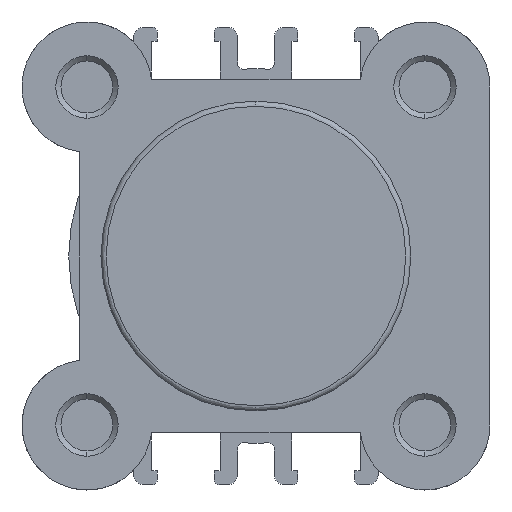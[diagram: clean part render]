
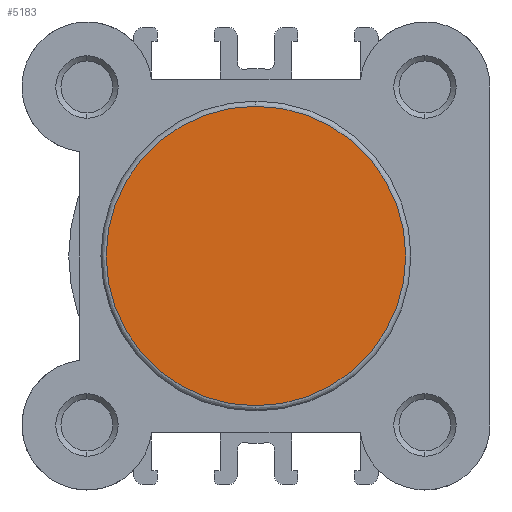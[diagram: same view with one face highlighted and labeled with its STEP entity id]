
A CAD part, left-side view. The second image highlights one B-rep face of the part: STEP entity #5183.
In plain terms, the highlighted planar face has unit normal (-1, 0, 0).
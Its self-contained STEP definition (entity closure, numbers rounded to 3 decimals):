
#1296 = EDGE_CURVE ( 'NONE', #7753, #2446, #2672, .T. ) ;
#1342 = EDGE_CURVE ( 'NONE', #2446, #7753, #2737, .T. ) ;
#2096 = EDGE_LOOP ( 'NONE', ( #4914, #4870 ) ) ;
#2446 = VERTEX_POINT ( 'NONE', #4306 ) ;
#2672 = CIRCLE ( 'NONE', #3445, 14.4 ) ;
#2737 = CIRCLE ( 'NONE', #3471, 14.4 ) ;
#3445 = AXIS2_PLACEMENT_3D ( 'NONE', #3871, #3872, #3873 ) ;
#3471 = AXIS2_PLACEMENT_3D ( 'NONE', #3984, #3990, #3991 ) ;
#3779 = AXIS2_PLACEMENT_3D ( 'NONE', #7030, #7041, #7042 ) ;
#3871 = CARTESIAN_POINT ( 'NONE',  ( 0., 0., 0. ) ) ;
#3872 = DIRECTION ( 'NONE',  ( -1., 0., 0. ) ) ;
#3873 = DIRECTION ( 'NONE',  ( 0., 0., 1. ) ) ;
#3984 = CARTESIAN_POINT ( 'NONE',  ( 0., 0., 0. ) ) ;
#3990 = DIRECTION ( 'NONE',  ( -1., 0., 0. ) ) ;
#3991 = DIRECTION ( 'NONE',  ( 0., 0., 1. ) ) ;
#4306 = CARTESIAN_POINT ( 'NONE',  ( 0., 0., -14.4 ) ) ;
#4870 = ORIENTED_EDGE ( 'NONE', *, *, #1342, .T. ) ;
#4914 = ORIENTED_EDGE ( 'NONE', *, *, #1296, .T. ) ;
#5183 = ADVANCED_FACE ( 'NONE', ( #7648 ), #7035, .T. ) ;
#7030 = CARTESIAN_POINT ( 'NONE',  ( 0., -14.9, 0. ) ) ;
#7035 = PLANE ( 'NONE',  #3779 ) ;
#7041 = DIRECTION ( 'NONE',  ( -1., 0., 0. ) ) ;
#7042 = DIRECTION ( 'NONE',  ( 0., 0., 1. ) ) ;
#7223 = CARTESIAN_POINT ( 'NONE',  ( 0., 0., 14.4 ) ) ;
#7648 = FACE_OUTER_BOUND ( 'NONE', #2096, .T. ) ;
#7753 = VERTEX_POINT ( 'NONE', #7223 ) ;
